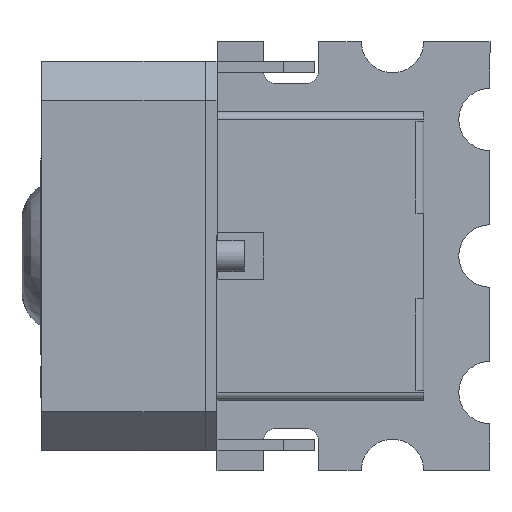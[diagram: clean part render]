
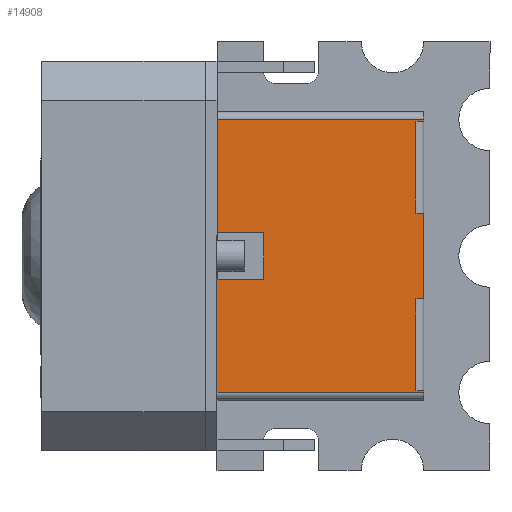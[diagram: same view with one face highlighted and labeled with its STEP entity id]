
A CAD part, left-side view. The second image highlights one B-rep face of the part: STEP entity #14908.
In plain terms, the highlighted face is planar.
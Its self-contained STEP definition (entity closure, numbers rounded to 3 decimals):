
#113 = VECTOR ( 'NONE', #7616, 1000. ) ;
#199 = VERTEX_POINT ( 'NONE', #8155 ) ;
#350 = LINE ( 'NONE', #1332, #12480 ) ;
#449 = CARTESIAN_POINT ( 'NONE',  ( -1.1, 0.2, 0. ) ) ;
#985 = CARTESIAN_POINT ( 'NONE',  ( 3.5, 0.2, 2.65 ) ) ;
#1332 = CARTESIAN_POINT ( 'NONE',  ( -3.5, 0.2, 0. ) ) ;
#1632 = LINE ( 'NONE', #15470, #10972 ) ;
#1736 = ORIENTED_EDGE ( 'NONE', *, *, #2036, .T. ) ;
#1834 = CARTESIAN_POINT ( 'NONE',  ( 1.1, 0.2, 0. ) ) ;
#1853 = EDGE_LOOP ( 'NONE', ( #8876, #17136, #2173, #9463, #7960, #11709, #14281, #3128, #16510, #15637, #4318, #5349, #8348, #3899, #7581, #1736 ) ) ;
#1952 = DIRECTION ( 'NONE',  ( 0., 0., 1. ) ) ;
#2018 = CARTESIAN_POINT ( 'NONE',  ( -1.1, 0.2, 2.45 ) ) ;
#2036 = EDGE_CURVE ( 'NONE', #199, #15118, #14067, .T. ) ;
#2173 = ORIENTED_EDGE ( 'NONE', *, *, #3051, .F. ) ;
#2254 = CARTESIAN_POINT ( 'NONE',  ( -3.5, 0.2, -2.65 ) ) ;
#2277 = CARTESIAN_POINT ( 'NONE',  ( 3.5, 0.2, -2.65 ) ) ;
#2286 = CARTESIAN_POINT ( 'NONE',  ( -3.7, 0.2, 2.65 ) ) ;
#2764 = DIRECTION ( 'NONE',  ( 0., 0., -1. ) ) ;
#3051 = EDGE_CURVE ( 'NONE', #10824, #12788, #350, .T. ) ;
#3066 = CARTESIAN_POINT ( 'NONE',  ( -0.6, 0.2, -1.45 ) ) ;
#3128 = ORIENTED_EDGE ( 'NONE', *, *, #7147, .T. ) ;
#3195 = DIRECTION ( 'NONE',  ( -1., 0., 0. ) ) ;
#3248 = CARTESIAN_POINT ( 'NONE',  ( -0.6, 0.2, -2.65 ) ) ;
#3391 = VERTEX_POINT ( 'NONE', #5003 ) ;
#3473 = VECTOR ( 'NONE', #11556, 1000. ) ;
#3514 = CARTESIAN_POINT ( 'NONE',  ( -0.6, 0.2, -1.45 ) ) ;
#3669 = FACE_OUTER_BOUND ( 'NONE', #1853, .T. ) ;
#3676 = VERTEX_POINT ( 'NONE', #3848 ) ;
#3848 = CARTESIAN_POINT ( 'NONE',  ( -1.1, 0.2, 2.65 ) ) ;
#3899 = ORIENTED_EDGE ( 'NONE', *, *, #7742, .T. ) ;
#4007 = CARTESIAN_POINT ( 'NONE',  ( 3.45, 0.2, 2.45 ) ) ;
#4029 = DIRECTION ( 'NONE',  ( -1., 0., 0. ) ) ;
#4036 = CARTESIAN_POINT ( 'NONE',  ( -3.7, 0.2, -2.65 ) ) ;
#4318 = ORIENTED_EDGE ( 'NONE', *, *, #12233, .F. ) ;
#4768 = LINE ( 'NONE', #449, #3473 ) ;
#5003 = CARTESIAN_POINT ( 'NONE',  ( -3.45, 0.2, 2.45 ) ) ;
#5228 = DIRECTION ( 'NONE',  ( 1., 0., 0. ) ) ;
#5282 = LINE ( 'NONE', #12919, #8557 ) ;
#5349 = ORIENTED_EDGE ( 'NONE', *, *, #9332, .T. ) ;
#5533 = VERTEX_POINT ( 'NONE', #4007 ) ;
#5549 = DIRECTION ( 'NONE',  ( -1., 0., 0. ) ) ;
#5615 = LINE ( 'NONE', #5925, #12565 ) ;
#5663 = VECTOR ( 'NONE', #1952, 1000. ) ;
#5806 = AXIS2_PLACEMENT_3D ( 'NONE', #9982, #12685, #5898 ) ;
#5898 = DIRECTION ( 'NONE',  ( 0., 0., -1. ) ) ;
#5925 = CARTESIAN_POINT ( 'NONE',  ( 0., 0.2, 2.45 ) ) ;
#6130 = LINE ( 'NONE', #9802, #12860 ) ;
#6170 = VERTEX_POINT ( 'NONE', #13484 ) ;
#6838 = CARTESIAN_POINT ( 'NONE',  ( -3.5, 0.2, 2.65 ) ) ;
#6997 = DIRECTION ( 'NONE',  ( -1., 0., 0. ) ) ;
#7023 = LINE ( 'NONE', #13267, #113 ) ;
#7130 = DIRECTION ( 'NONE',  ( 1., 0., 0. ) ) ;
#7147 = EDGE_CURVE ( 'NONE', #3676, #6170, #1632, .T. ) ;
#7207 = VECTOR ( 'NONE', #5549, 1000. ) ;
#7316 = LINE ( 'NONE', #2286, #17964 ) ;
#7581 = ORIENTED_EDGE ( 'NONE', *, *, #13222, .T. ) ;
#7616 = DIRECTION ( 'NONE',  ( 0., 0., 1. ) ) ;
#7742 = EDGE_CURVE ( 'NONE', #12307, #15855, #8989, .T. ) ;
#7960 = ORIENTED_EDGE ( 'NONE', *, *, #9650, .F. ) ;
#7961 = VERTEX_POINT ( 'NONE', #985 ) ;
#8041 = VERTEX_POINT ( 'NONE', #10695 ) ;
#8155 = CARTESIAN_POINT ( 'NONE',  ( 0.6, 0.2, -1.45 ) ) ;
#8348 = ORIENTED_EDGE ( 'NONE', *, *, #17153, .F. ) ;
#8557 = VECTOR ( 'NONE', #11548, 1000. ) ;
#8771 = CARTESIAN_POINT ( 'NONE',  ( -3.45, 0.2, 2.65 ) ) ;
#8876 = ORIENTED_EDGE ( 'NONE', *, *, #9354, .T. ) ;
#8889 = EDGE_CURVE ( 'NONE', #5533, #8041, #17981, .T. ) ;
#8965 = EDGE_CURVE ( 'NONE', #10414, #3391, #5615, .T. ) ;
#8989 = LINE ( 'NONE', #4036, #7207 ) ;
#9332 = EDGE_CURVE ( 'NONE', #17463, #7961, #7316, .T. ) ;
#9354 = EDGE_CURVE ( 'NONE', #15118, #14720, #16002, .T. ) ;
#9463 = ORIENTED_EDGE ( 'NONE', *, *, #17760, .T. ) ;
#9650 = EDGE_CURVE ( 'NONE', #3391, #17308, #13962, .T. ) ;
#9802 = CARTESIAN_POINT ( 'NONE',  ( 3.45, 0.2, 0. ) ) ;
#9982 = CARTESIAN_POINT ( 'NONE',  ( 0., 0.2, 0. ) ) ;
#10414 = VERTEX_POINT ( 'NONE', #2018 ) ;
#10554 = CARTESIAN_POINT ( 'NONE',  ( 0.6, 0.2, -2.65 ) ) ;
#10695 = CARTESIAN_POINT ( 'NONE',  ( 1.1, 0.2, 2.45 ) ) ;
#10824 = VERTEX_POINT ( 'NONE', #6838 ) ;
#10972 = VECTOR ( 'NONE', #7130, 1000. ) ;
#11471 = VECTOR ( 'NONE', #13602, 1000. ) ;
#11548 = DIRECTION ( 'NONE',  ( 1., 0., 0. ) ) ;
#11556 = DIRECTION ( 'NONE',  ( 0., 0., -1. ) ) ;
#11591 = DIRECTION ( 'NONE',  ( 0., 0., 1. ) ) ;
#11709 = ORIENTED_EDGE ( 'NONE', *, *, #8965, .F. ) ;
#12167 = VECTOR ( 'NONE', #15781, 1000. ) ;
#12233 = EDGE_CURVE ( 'NONE', #17463, #5533, #6130, .T. ) ;
#12307 = VERTEX_POINT ( 'NONE', #2277 ) ;
#12480 = VECTOR ( 'NONE', #17876, 1000. ) ;
#12565 = VECTOR ( 'NONE', #3195, 1000. ) ;
#12647 = EDGE_CURVE ( 'NONE', #8041, #6170, #14113, .T. ) ;
#12666 = EDGE_CURVE ( 'NONE', #3676, #10414, #4768, .T. ) ;
#12685 = DIRECTION ( 'NONE',  ( 0., -1., 0. ) ) ;
#12769 = DIRECTION ( 'NONE',  ( -1., 0., 0. ) ) ;
#12788 = VERTEX_POINT ( 'NONE', #2254 ) ;
#12860 = VECTOR ( 'NONE', #2764, 1000. ) ;
#12893 = VECTOR ( 'NONE', #11591, 1000. ) ;
#12919 = CARTESIAN_POINT ( 'NONE',  ( -3.7, 0.2, 2.65 ) ) ;
#13222 = EDGE_CURVE ( 'NONE', #15855, #199, #15722, .T. ) ;
#13267 = CARTESIAN_POINT ( 'NONE',  ( 3.5, 0.2, 0. ) ) ;
#13466 = EDGE_CURVE ( 'NONE', #14720, #12788, #13738, .T. ) ;
#13484 = CARTESIAN_POINT ( 'NONE',  ( 1.1, 0.2, 2.65 ) ) ;
#13602 = DIRECTION ( 'NONE',  ( 0., 0., -1. ) ) ;
#13731 = CARTESIAN_POINT ( 'NONE',  ( -3.7, 0.2, -2.65 ) ) ;
#13738 = LINE ( 'NONE', #13731, #15503 ) ;
#13860 = CARTESIAN_POINT ( 'NONE',  ( 0., 0.2, 2.45 ) ) ;
#13962 = LINE ( 'NONE', #14331, #12167 ) ;
#14067 = LINE ( 'NONE', #3066, #14512 ) ;
#14113 = LINE ( 'NONE', #1834, #5663 ) ;
#14281 = ORIENTED_EDGE ( 'NONE', *, *, #12666, .F. ) ;
#14331 = CARTESIAN_POINT ( 'NONE',  ( -3.45, 0.2, 0. ) ) ;
#14512 = VECTOR ( 'NONE', #12769, 1000. ) ;
#14720 = VERTEX_POINT ( 'NONE', #3248 ) ;
#14833 = CARTESIAN_POINT ( 'NONE',  ( -0.6, 0.2, -2.65 ) ) ;
#14908 = ADVANCED_FACE ( 'NONE', ( #3669 ), #14994, .F. ) ;
#14994 = PLANE ( 'NONE',  #5806 ) ;
#15118 = VERTEX_POINT ( 'NONE', #3514 ) ;
#15470 = CARTESIAN_POINT ( 'NONE',  ( -3.7, 0.2, 2.65 ) ) ;
#15503 = VECTOR ( 'NONE', #4029, 1000. ) ;
#15637 = ORIENTED_EDGE ( 'NONE', *, *, #8889, .F. ) ;
#15722 = LINE ( 'NONE', #17139, #12893 ) ;
#15781 = DIRECTION ( 'NONE',  ( 0., 0., 1. ) ) ;
#15855 = VERTEX_POINT ( 'NONE', #10554 ) ;
#15964 = CARTESIAN_POINT ( 'NONE',  ( 3.45, 0.2, 2.65 ) ) ;
#16002 = LINE ( 'NONE', #14833, #11471 ) ;
#16510 = ORIENTED_EDGE ( 'NONE', *, *, #12647, .F. ) ;
#17136 = ORIENTED_EDGE ( 'NONE', *, *, #13466, .T. ) ;
#17139 = CARTESIAN_POINT ( 'NONE',  ( 0.6, 0.2, -2.65 ) ) ;
#17153 = EDGE_CURVE ( 'NONE', #12307, #7961, #7023, .T. ) ;
#17308 = VERTEX_POINT ( 'NONE', #8771 ) ;
#17463 = VERTEX_POINT ( 'NONE', #15964 ) ;
#17555 = VECTOR ( 'NONE', #6997, 1000. ) ;
#17760 = EDGE_CURVE ( 'NONE', #10824, #17308, #5282, .T. ) ;
#17876 = DIRECTION ( 'NONE',  ( 0., 0., -1. ) ) ;
#17964 = VECTOR ( 'NONE', #5228, 1000. ) ;
#17981 = LINE ( 'NONE', #13860, #17555 ) ;
